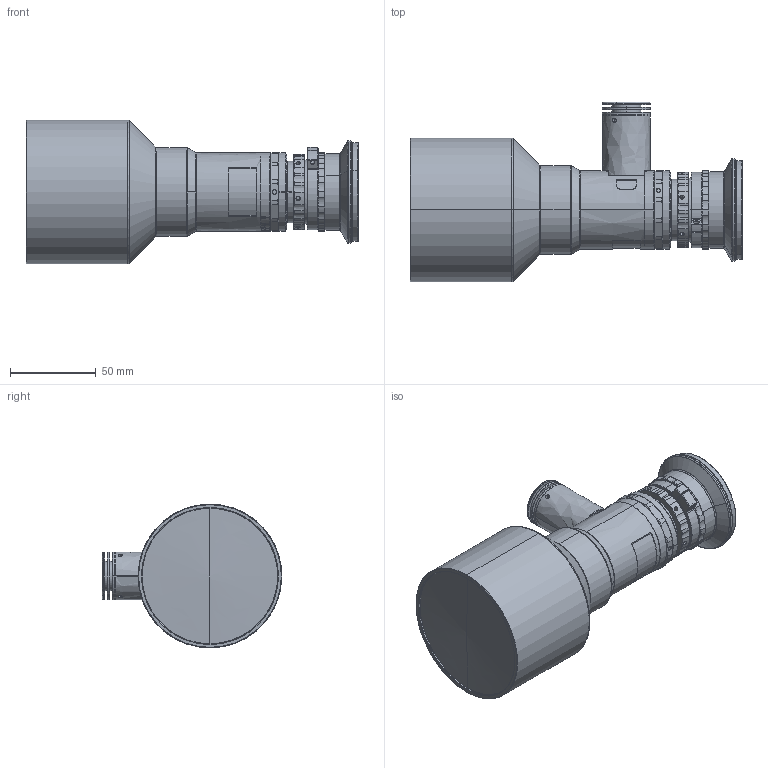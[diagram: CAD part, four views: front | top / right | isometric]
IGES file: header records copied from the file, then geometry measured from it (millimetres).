
Start section: SolidWorks IGES file using analytic representation for surfaces
Global section: file name: DTCA175-61.4C-G-M58-ALV2.IGS; native system: SolidWorks 2017; preprocessor: SolidWorks 2017; author: gc; date: 230206.110556; units: millimetre
Bounding box: 194.08 x 105 x 84 mm (x, y, z)
Surface area: 60629.6 mm2 (no closed solid volume)
Topology: 0 solids, 0 shells, 708 faces, 8782 edges, 8770 vertices
Faces by surface type: revolution 471, bspline 237
